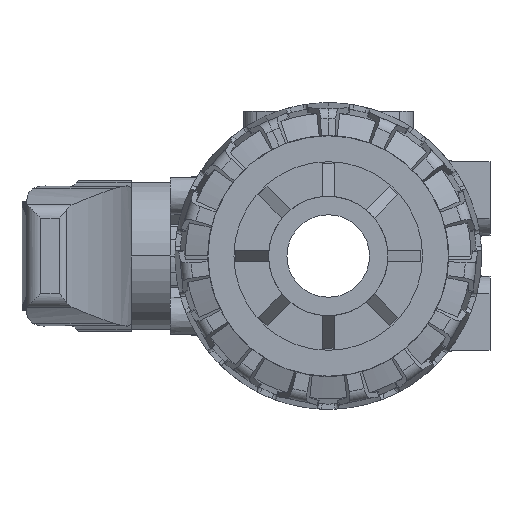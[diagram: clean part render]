
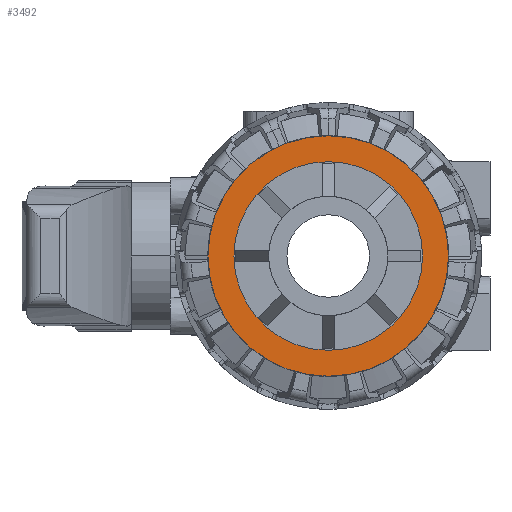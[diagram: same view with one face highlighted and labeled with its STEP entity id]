
A CAD part, left-side view. The second image highlights one B-rep face of the part: STEP entity #3492.
In plain terms, the highlighted planar face has unit normal (-1, 0, 0).
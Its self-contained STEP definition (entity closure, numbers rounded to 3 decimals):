
#3492=ADVANCED_FACE('',(#7925,#7926),#7927,.T.);
#7925=FACE_BOUND('',#13413,.T.);
#7926=FACE_OUTER_BOUND('',#13414,.T.);
#7927=PLANE('',#13415);
#13413=EDGE_LOOP('',(#24018,#24019));
#13414=EDGE_LOOP('',(#24020,#24021));
#13415=AXIS2_PLACEMENT_3D('',#24022,#24023,#24024);
#24018=ORIENTED_EDGE('',*,*,#34291,.T.);
#24019=ORIENTED_EDGE('',*,*,#36007,.T.);
#24020=ORIENTED_EDGE('',*,*,#35992,.T.);
#24021=ORIENTED_EDGE('',*,*,#34294,.T.);
#24022=CARTESIAN_POINT('',(-49.4,-12.75,0.0));
#24023=DIRECTION('',(-1.0,0.0,0.0));
#24024=DIRECTION('',(0.0,1.0,0.0));
#34291=EDGE_CURVE('',#41553,#41557,#41559,.T.);
#34294=EDGE_CURVE('',#41563,#41561,#41564,.T.);
#35992=EDGE_CURVE('',#41561,#41563,#44079,.T.);
#36007=EDGE_CURVE('',#41557,#41553,#44099,.T.);
#41553=VERTEX_POINT('',#52659);
#41557=VERTEX_POINT('',#52664);
#41559=CIRCLE('',#52667,20.0);
#41561=VERTEX_POINT('',#52669);
#41563=VERTEX_POINT('',#52672);
#41564=CIRCLE('',#52673,25.5);
#44079=CIRCLE('',#58583,25.5);
#44099=CIRCLE('',#58633,20.0);
#52659=CARTESIAN_POINT('',(-49.4,0.0,20.0));
#52664=CARTESIAN_POINT('',(-49.4,0.,-20.0));
#52667=AXIS2_PLACEMENT_3D('',#71404,#71405,#71406);
#52669=CARTESIAN_POINT('',(-49.4,-25.5,0.0));
#52672=CARTESIAN_POINT('',(-49.4,25.5,0.));
#52673=AXIS2_PLACEMENT_3D('',#71408,#71409,#71410);
#58583=AXIS2_PLACEMENT_3D('',#73294,#73295,#73296);
#58633=AXIS2_PLACEMENT_3D('',#73307,#73308,#73309);
#71404=CARTESIAN_POINT('',(-49.4,0.0,0.0));
#71405=DIRECTION('',(1.0,0.0,-0.0));
#71406=DIRECTION('',(0.0,0.0,1.0));
#71408=CARTESIAN_POINT('',(-49.4,0.0,0.0));
#71409=DIRECTION('',(-1.0,0.0,0.0));
#71410=DIRECTION('',(0.0,-1.0,0.0));
#73294=CARTESIAN_POINT('',(-49.4,0.0,0.0));
#73295=DIRECTION('',(-1.0,0.0,0.0));
#73296=DIRECTION('',(0.0,-1.0,0.0));
#73307=CARTESIAN_POINT('',(-49.4,0.0,0.0));
#73308=DIRECTION('',(1.0,0.0,-0.0));
#73309=DIRECTION('',(0.0,0.0,1.0));
